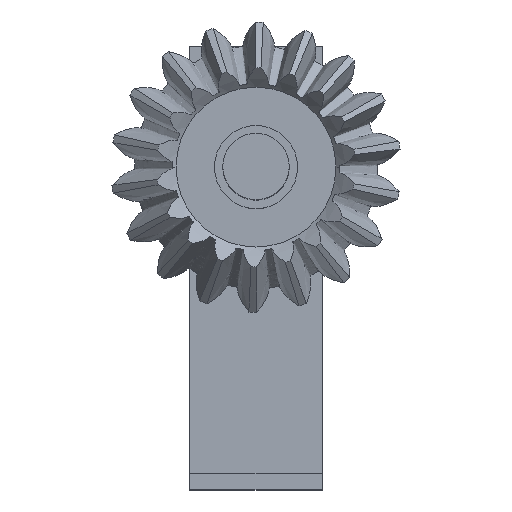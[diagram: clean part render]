
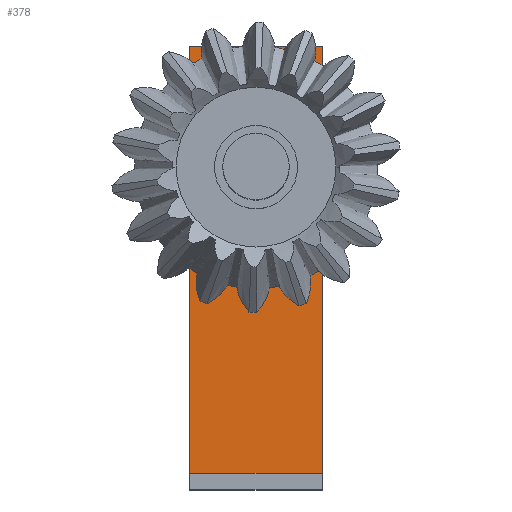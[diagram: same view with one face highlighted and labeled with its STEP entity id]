
A CAD part, top view. The second image highlights one B-rep face of the part: STEP entity #378.
In plain terms, the highlighted planar face has unit normal (0, 0, 1).
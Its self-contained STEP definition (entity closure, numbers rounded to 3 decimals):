
#35=CARTESIAN_POINT('',(20.,97.1,10.));
#36=DIRECTION('',(0.,0.,1.));
#37=DIRECTION('',(1.,0.,0.));
#38=AXIS2_PLACEMENT_3D('',#35,#36,#37);
#40=CARTESIAN_POINT('',(20.,97.1,10.));
#41=DIRECTION('',(0.,0.,1.));
#42=DIRECTION('',(-1.,0.,0.));
#43=AXIS2_PLACEMENT_3D('',#40,#41,#42);
#45=DIRECTION('',(1.,0.,0.));
#46=VECTOR('',#45,40.);
#47=CARTESIAN_POINT('',(0.,5.,10.));
#48=LINE('',#47,#46);
#49=DIRECTION('',(0.,-1.,0.));
#50=VECTOR('',#49,128.5);
#51=CARTESIAN_POINT('',(0.,133.5,10.));
#52=LINE('',#51,#50);
#53=DIRECTION('',(-1.,0.,0.));
#54=VECTOR('',#53,40.);
#55=CARTESIAN_POINT('',(40.,133.5,10.));
#56=LINE('',#55,#54);
#57=DIRECTION('',(0.,1.,0.));
#58=VECTOR('',#57,128.5);
#59=CARTESIAN_POINT('',(40.,5.,10.));
#60=LINE('',#59,#58);
#241=CARTESIAN_POINT('',(40.,133.5,10.));
#242=CARTESIAN_POINT('',(0.,133.5,10.));
#243=VERTEX_POINT('',#241);
#244=VERTEX_POINT('',#242);
#249=CARTESIAN_POINT('',(30.,97.1,10.));
#250=CARTESIAN_POINT('',(10.,97.1,10.));
#251=VERTEX_POINT('',#249);
#252=VERTEX_POINT('',#250);
#273=CARTESIAN_POINT('',(0.,5.,10.));
#274=CARTESIAN_POINT('',(40.,5.,10.));
#275=VERTEX_POINT('',#273);
#276=VERTEX_POINT('',#274);
#359=CARTESIAN_POINT('',(0.,0.,10.));
#360=DIRECTION('',(0.,0.,1.));
#361=DIRECTION('',(1.,0.,0.));
#362=AXIS2_PLACEMENT_3D('',#359,#360,#361);
#363=PLANE('',#362);
#365=ORIENTED_EDGE('',*,*,#364,.F.);
#367=ORIENTED_EDGE('',*,*,#366,.F.);
#369=ORIENTED_EDGE('',*,*,#368,.F.);
#371=ORIENTED_EDGE('',*,*,#370,.F.);
#372=EDGE_LOOP('',(#365,#367,#369,#371));
#373=FACE_OUTER_BOUND('',#372,.F.);
#374=ORIENTED_EDGE('',*,*,#339,.T.);
#375=ORIENTED_EDGE('',*,*,#353,.T.);
#376=EDGE_LOOP('',(#374,#375));
#377=FACE_BOUND('',#376,.F.);
#378=ADVANCED_FACE('',(#373,#377),#363,.T.);
#39=CIRCLE('',#38,10.);
#44=CIRCLE('',#43,10.);
#339=EDGE_CURVE('',#251,#252,#39,.T.);
#353=EDGE_CURVE('',#252,#251,#44,.T.);
#364=EDGE_CURVE('',#275,#276,#48,.T.);
#366=EDGE_CURVE('',#244,#275,#52,.T.);
#368=EDGE_CURVE('',#243,#244,#56,.T.);
#370=EDGE_CURVE('',#276,#243,#60,.T.);
